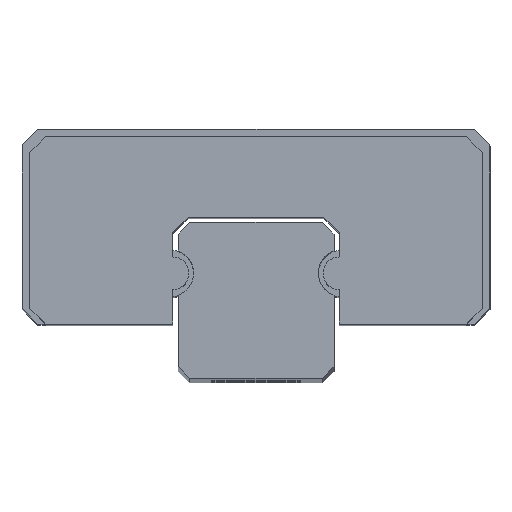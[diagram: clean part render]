
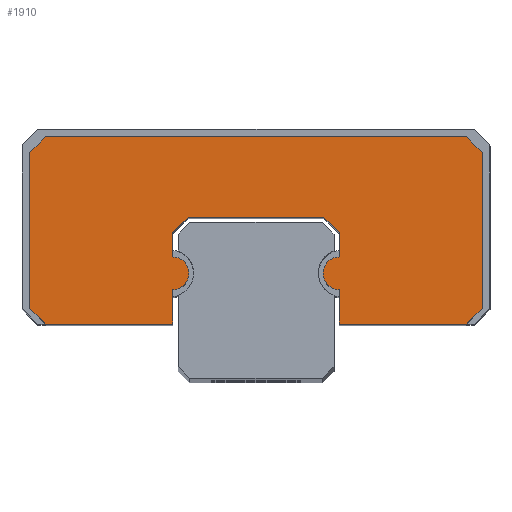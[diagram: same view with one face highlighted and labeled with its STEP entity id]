
A CAD part, top view. The second image highlights one B-rep face of the part: STEP entity #1910.
In plain terms, the highlighted planar face has unit normal (0, 0, 1).
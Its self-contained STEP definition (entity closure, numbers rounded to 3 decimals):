
#2 = CARTESIAN_POINT ( 'NONE',  ( 1.07, 1.82, 18.2 ) ) ;
#61 = CARTESIAN_POINT ( 'NONE',  ( 2.9, 2.9, 18.2 ) ) ;
#171 = ORIENTED_EDGE ( 'NONE', *, *, #4101, .F. ) ;
#179 = CARTESIAN_POINT ( 'NONE',  ( 2.9, 2.9, 18.2 ) ) ;
#191 = CARTESIAN_POINT ( 'NONE',  ( 4.05, 0.7, 18.2 ) ) ;
#492 = CARTESIAN_POINT ( 'NONE',  ( 4.05, 0.7, 18.2 ) ) ;
#496 = VECTOR ( 'NONE', #1505, 1000. ) ;
#520 = EDGE_LOOP ( 'NONE', ( #7925, #3307, #7034, #823, #171, #2486, #4253, #3839, #5222, #1317, #2975, #2363, #8242, #4848, #8927, #7460, #6178, #8450, #640 ) ) ;
#533 = EDGE_CURVE ( 'NONE', #6352, #6338, #1439, .T. ) ;
#640 = ORIENTED_EDGE ( 'NONE', *, *, #8329, .T. ) ;
#666 = LINE ( 'NONE', #191, #8218 ) ;
#683 = LINE ( 'NONE', #3365, #6294 ) ;
#768 = CARTESIAN_POINT ( 'NONE',  ( 1.07, 1.14, 18.2 ) ) ;
#810 = CARTESIAN_POINT ( 'NONE',  ( 2.7, 3.1, 18.2 ) ) ;
#823 = ORIENTED_EDGE ( 'NONE', *, *, #4508, .T. ) ;
#917 = DIRECTION ( 'NONE',  ( 0., 1., 0. ) ) ;
#931 = VERTEX_POINT ( 'NONE', #2582 ) ;
#956 = VERTEX_POINT ( 'NONE', #2118 ) ;
#1020 = CARTESIAN_POINT ( 'NONE',  ( -2.9, 0.9, 18.2 ) ) ;
#1039 = CARTESIAN_POINT ( 'NONE',  ( -1.07, 0.7, 18.2 ) ) ;
#1088 = EDGE_CURVE ( 'NONE', #8415, #1314, #5768, .T. ) ;
#1217 = DIRECTION ( 'NONE',  ( -1., 0., 0. ) ) ;
#1314 = VERTEX_POINT ( 'NONE', #2368 ) ;
#1317 = ORIENTED_EDGE ( 'NONE', *, *, #2649, .F. ) ;
#1366 = DIRECTION ( 'NONE',  ( 0., 0., -1. ) ) ;
#1413 = VECTOR ( 'NONE', #5929, 1000. ) ;
#1439 = LINE ( 'NONE', #7974, #4884 ) ;
#1505 = DIRECTION ( 'NONE',  ( -0.707, 0.707, 0. ) ) ;
#1526 = EDGE_CURVE ( 'NONE', #7029, #5199, #3496, .T. ) ;
#1586 = DIRECTION ( 'NONE',  ( 0., -1., 0. ) ) ;
#1729 = VECTOR ( 'NONE', #1586, 1000. ) ;
#1740 = VECTOR ( 'NONE', #9451, 1000. ) ;
#1779 = EDGE_CURVE ( 'NONE', #8420, #1314, #4069, .T. ) ;
#1910 = ADVANCED_FACE ( 'NONE', ( #9199 ), #5732, .F. ) ;
#2030 = CARTESIAN_POINT ( 'NONE',  ( -1.07, 0.7, 18.2 ) ) ;
#2118 = CARTESIAN_POINT ( 'NONE',  ( -1.07, 1.56, 18.2 ) ) ;
#2119 = LINE ( 'NONE', #8775, #3589 ) ;
#2140 = VERTEX_POINT ( 'NONE', #5305 ) ;
#2148 = EDGE_CURVE ( 'NONE', #7247, #931, #8033, .T. ) ;
#2160 = LINE ( 'NONE', #2672, #5795 ) ;
#2363 = ORIENTED_EDGE ( 'NONE', *, *, #9474, .F. ) ;
#2368 = CARTESIAN_POINT ( 'NONE',  ( 1.07, 0.7, 18.2 ) ) ;
#2486 = ORIENTED_EDGE ( 'NONE', *, *, #1088, .T. ) ;
#2536 = CARTESIAN_POINT ( 'NONE',  ( -1.07, 1.35, 18.2 ) ) ;
#2554 = CARTESIAN_POINT ( 'NONE',  ( -1.07, 1.56, 18.2 ) ) ;
#2582 = CARTESIAN_POINT ( 'NONE',  ( 0.87, 2.07, 18.2 ) ) ;
#2586 = EDGE_CURVE ( 'NONE', #5776, #8420, #2119, .T. ) ;
#2618 = CARTESIAN_POINT ( 'NONE',  ( 1.07, 1.14, 18.2 ) ) ;
#2649 = EDGE_CURVE ( 'NONE', #9398, #8884, #5288, .T. ) ;
#2672 = CARTESIAN_POINT ( 'NONE',  ( -2.9, 2.9, 18.2 ) ) ;
#2693 = LINE ( 'NONE', #179, #8249 ) ;
#2701 = CARTESIAN_POINT ( 'NONE',  ( 1.07, 1.87, 18.2 ) ) ;
#2716 = CARTESIAN_POINT ( 'NONE',  ( 4.05, 2.07, 18.2 ) ) ;
#2975 = ORIENTED_EDGE ( 'NONE', *, *, #5572, .T. ) ;
#2992 = CARTESIAN_POINT ( 'NONE',  ( 2.9, 0.9, 18.2 ) ) ;
#3014 = CARTESIAN_POINT ( 'NONE',  ( -1.07, 1.87, 18.2 ) ) ;
#3043 = DIRECTION ( 'NONE',  ( 0., -1., 0. ) ) ;
#3086 = CARTESIAN_POINT ( 'NONE',  ( -0.86, 1.35, 18.2 ) ) ;
#3253 = DIRECTION ( 'NONE',  ( 1., 0., 0. ) ) ;
#3307 = ORIENTED_EDGE ( 'NONE', *, *, #6592, .F. ) ;
#3365 = CARTESIAN_POINT ( 'NONE',  ( -2.7, 3.1, 18.2 ) ) ;
#3384 = CARTESIAN_POINT ( 'NONE',  ( -1.07, 1.35, 18.2 ) ) ;
#3388 = DIRECTION ( 'NONE',  ( 0.707, 0.707, 0. ) ) ;
#3496 = LINE ( 'NONE', #4752, #5188 ) ;
#3528 = VERTEX_POINT ( 'NONE', #5964 ) ;
#3555 = EDGE_CURVE ( 'NONE', #5776, #8884, #2693, .T. ) ;
#3563 = CIRCLE ( 'NONE', #8715, 0.21 ) ;
#3589 = VECTOR ( 'NONE', #6595, 1000. ) ;
#3668 = LINE ( 'NONE', #2, #1729 ) ;
#3679 = LINE ( 'NONE', #7226, #1740 ) ;
#3811 = DIRECTION ( 'NONE',  ( 0., 0., -1. ) ) ;
#3839 = ORIENTED_EDGE ( 'NONE', *, *, #2586, .F. ) ;
#4069 = LINE ( 'NONE', #492, #7701 ) ;
#4101 = EDGE_CURVE ( 'NONE', #8415, #3528, #9386, .T. ) ;
#4103 = DIRECTION ( 'NONE',  ( -1., 0., 0. ) ) ;
#4129 = DIRECTION ( 'NONE',  ( 1., 0., 0. ) ) ;
#4247 = LINE ( 'NONE', #2554, #6379 ) ;
#4253 = ORIENTED_EDGE ( 'NONE', *, *, #1779, .F. ) ;
#4289 = CARTESIAN_POINT ( 'NONE',  ( 2.7, 3.1, 18.2 ) ) ;
#4508 = EDGE_CURVE ( 'NONE', #7247, #3528, #3668, .T. ) ;
#4752 = CARTESIAN_POINT ( 'NONE',  ( -2.9, 0.9, 18.2 ) ) ;
#4822 = AXIS2_PLACEMENT_3D ( 'NONE', #2536, #7602, #3253 ) ;
#4848 = ORIENTED_EDGE ( 'NONE', *, *, #4966, .F. ) ;
#4884 = VECTOR ( 'NONE', #8624, 1000. ) ;
#4928 = LINE ( 'NONE', #2716, #6606 ) ;
#4966 = EDGE_CURVE ( 'NONE', #8648, #5199, #3679, .T. ) ;
#5156 = VERTEX_POINT ( 'NONE', #5373 ) ;
#5177 = CARTESIAN_POINT ( 'NONE',  ( -0.87, 2.07, 18.2 ) ) ;
#5188 = VECTOR ( 'NONE', #6239, 1000. ) ;
#5190 = EDGE_CURVE ( 'NONE', #8179, #2140, #6177, .T. ) ;
#5192 = AXIS2_PLACEMENT_3D ( 'NONE', #6427, #1366, #6454 ) ;
#5199 = VERTEX_POINT ( 'NONE', #1020 ) ;
#5222 = ORIENTED_EDGE ( 'NONE', *, *, #3555, .T. ) ;
#5223 = LINE ( 'NONE', #2030, #8423 ) ;
#5288 = LINE ( 'NONE', #810, #1413 ) ;
#5305 = CARTESIAN_POINT ( 'NONE',  ( -1.07, 1.14, 18.2 ) ) ;
#5356 = EDGE_CURVE ( 'NONE', #956, #8179, #3563, .T. ) ;
#5373 = CARTESIAN_POINT ( 'NONE',  ( -2.7, 3.1, 18.2 ) ) ;
#5550 = VECTOR ( 'NONE', #3043, 1000. ) ;
#5572 = EDGE_CURVE ( 'NONE', #9398, #5156, #683, .T. ) ;
#5732 = PLANE ( 'NONE',  #5192 ) ;
#5768 = LINE ( 'NONE', #768, #5550 ) ;
#5776 = VERTEX_POINT ( 'NONE', #2992 ) ;
#5795 = VECTOR ( 'NONE', #3388, 1000. ) ;
#5929 = DIRECTION ( 'NONE',  ( 0.707, -0.707, 0. ) ) ;
#5964 = CARTESIAN_POINT ( 'NONE',  ( 1.07, 1.56, 18.2 ) ) ;
#6177 = CIRCLE ( 'NONE', #4822, 0.21 ) ;
#6178 = ORIENTED_EDGE ( 'NONE', *, *, #5190, .F. ) ;
#6239 = DIRECTION ( 'NONE',  ( 0., -1., 0. ) ) ;
#6294 = VECTOR ( 'NONE', #4103, 1000. ) ;
#6338 = VERTEX_POINT ( 'NONE', #3014 ) ;
#6352 = VERTEX_POINT ( 'NONE', #5177 ) ;
#6379 = VECTOR ( 'NONE', #8356, 1000. ) ;
#6427 = CARTESIAN_POINT ( 'NONE',  ( 4.05, 1.95, 18.2 ) ) ;
#6454 = DIRECTION ( 'NONE',  ( -1., 0., 0. ) ) ;
#6592 = EDGE_CURVE ( 'NONE', #931, #6352, #4928, .T. ) ;
#6595 = DIRECTION ( 'NONE',  ( -0.707, -0.707, 0. ) ) ;
#6606 = VECTOR ( 'NONE', #1217, 1000. ) ;
#7023 = EDGE_CURVE ( 'NONE', #7097, #8648, #666, .T. ) ;
#7029 = VERTEX_POINT ( 'NONE', #8991 ) ;
#7034 = ORIENTED_EDGE ( 'NONE', *, *, #2148, .F. ) ;
#7071 = DIRECTION ( 'NONE',  ( -1., 0., 0. ) ) ;
#7097 = VERTEX_POINT ( 'NONE', #1039 ) ;
#7226 = CARTESIAN_POINT ( 'NONE',  ( -2.7, 0.7, 18.2 ) ) ;
#7247 = VERTEX_POINT ( 'NONE', #2701 ) ;
#7460 = ORIENTED_EDGE ( 'NONE', *, *, #9318, .T. ) ;
#7602 = DIRECTION ( 'NONE',  ( 0., 0., -1. ) ) ;
#7701 = VECTOR ( 'NONE', #7071, 1000. ) ;
#7925 = ORIENTED_EDGE ( 'NONE', *, *, #533, .F. ) ;
#7974 = CARTESIAN_POINT ( 'NONE',  ( -1.07, 1.87, 18.2 ) ) ;
#8033 = LINE ( 'NONE', #9503, #496 ) ;
#8177 = CARTESIAN_POINT ( 'NONE',  ( 1.07, 1.35, 18.2 ) ) ;
#8179 = VERTEX_POINT ( 'NONE', #3086 ) ;
#8218 = VECTOR ( 'NONE', #8259, 1000. ) ;
#8242 = ORIENTED_EDGE ( 'NONE', *, *, #1526, .T. ) ;
#8249 = VECTOR ( 'NONE', #917, 1000. ) ;
#8259 = DIRECTION ( 'NONE',  ( -1., 0., 0. ) ) ;
#8329 = EDGE_CURVE ( 'NONE', #956, #6338, #4247, .T. ) ;
#8356 = DIRECTION ( 'NONE',  ( 0., 1., 0. ) ) ;
#8415 = VERTEX_POINT ( 'NONE', #2618 ) ;
#8420 = VERTEX_POINT ( 'NONE', #9088 ) ;
#8423 = VECTOR ( 'NONE', #8585, 1000. ) ;
#8450 = ORIENTED_EDGE ( 'NONE', *, *, #5356, .F. ) ;
#8479 = DIRECTION ( 'NONE',  ( 0., 0., -1. ) ) ;
#8585 = DIRECTION ( 'NONE',  ( 0., 1., 0. ) ) ;
#8624 = DIRECTION ( 'NONE',  ( -0.707, -0.707, 0. ) ) ;
#8648 = VERTEX_POINT ( 'NONE', #9363 ) ;
#8715 = AXIS2_PLACEMENT_3D ( 'NONE', #3384, #8479, #4129 ) ;
#8775 = CARTESIAN_POINT ( 'NONE',  ( 2.9, 0.9, 18.2 ) ) ;
#8884 = VERTEX_POINT ( 'NONE', #61 ) ;
#8910 = DIRECTION ( 'NONE',  ( 1., 0., 0. ) ) ;
#8927 = ORIENTED_EDGE ( 'NONE', *, *, #7023, .F. ) ;
#8946 = AXIS2_PLACEMENT_3D ( 'NONE', #8177, #3811, #8910 ) ;
#8991 = CARTESIAN_POINT ( 'NONE',  ( -2.9, 2.9, 18.2 ) ) ;
#9088 = CARTESIAN_POINT ( 'NONE',  ( 2.7, 0.7, 18.2 ) ) ;
#9199 = FACE_OUTER_BOUND ( 'NONE', #520, .T. ) ;
#9318 = EDGE_CURVE ( 'NONE', #7097, #2140, #5223, .T. ) ;
#9363 = CARTESIAN_POINT ( 'NONE',  ( -2.7, 0.7, 18.2 ) ) ;
#9386 = CIRCLE ( 'NONE', #8946, 0.21 ) ;
#9398 = VERTEX_POINT ( 'NONE', #4289 ) ;
#9451 = DIRECTION ( 'NONE',  ( -0.707, 0.707, 0. ) ) ;
#9474 = EDGE_CURVE ( 'NONE', #7029, #5156, #2160, .T. ) ;
#9503 = CARTESIAN_POINT ( 'NONE',  ( 0.87, 2.07, 18.2 ) ) ;
